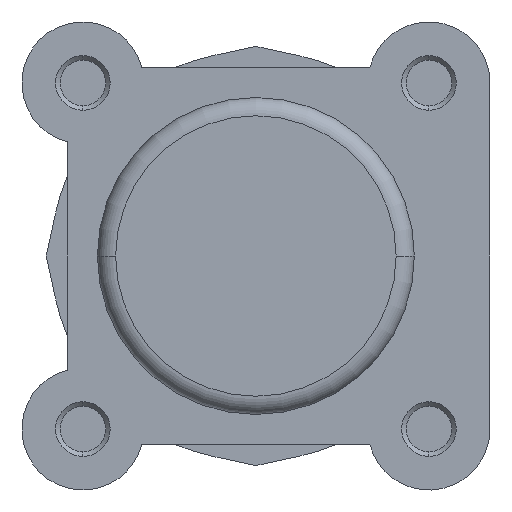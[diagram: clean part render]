
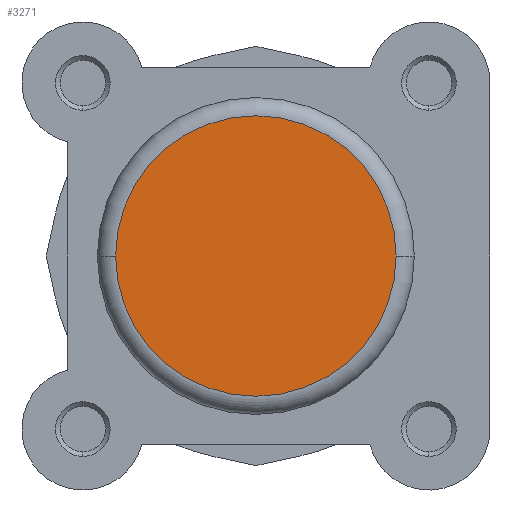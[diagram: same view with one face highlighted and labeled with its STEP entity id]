
A CAD part, left-side view. The second image highlights one B-rep face of the part: STEP entity #3271.
In plain terms, the highlighted planar face has unit normal (-1, 0, 0).
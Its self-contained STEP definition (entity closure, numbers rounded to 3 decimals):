
#149 = EDGE_LOOP ( 'NONE', ( #813, #818 ) ) ;
#813 = ORIENTED_EDGE ( 'NONE', *, *, #1005, .T. ) ;
#818 = ORIENTED_EDGE ( 'NONE', *, *, #932, .T. ) ;
#932 = EDGE_CURVE ( 'NONE', #1758, #1755, #4875, .T. ) ;
#1005 = EDGE_CURVE ( 'NONE', #1755, #1758, #4972, .T. ) ;
#1333 = AXIS2_PLACEMENT_3D ( 'NONE', #2267, #2272, #2273 ) ;
#1374 = AXIS2_PLACEMENT_3D ( 'NONE', #2477, #2483, #2484 ) ;
#1520 = AXIS2_PLACEMENT_3D ( 'NONE', #3566, #3582, #3584 ) ;
#1755 = VERTEX_POINT ( 'NONE', #3206 ) ;
#1758 = VERTEX_POINT ( 'NONE', #3209 ) ;
#2267 = CARTESIAN_POINT ( 'NONE',  ( 0., 0., 0. ) ) ;
#2272 = DIRECTION ( 'NONE',  ( -1., 0., 0. ) ) ;
#2273 = DIRECTION ( 'NONE',  ( 0., 1., 0. ) ) ;
#2477 = CARTESIAN_POINT ( 'NONE',  ( 0., 0., 0. ) ) ;
#2483 = DIRECTION ( 'NONE',  ( -1., 0., 0. ) ) ;
#2484 = DIRECTION ( 'NONE',  ( 0., 1., 0. ) ) ;
#3206 = CARTESIAN_POINT ( 'NONE',  ( 0., 15.4, 0. ) ) ;
#3209 = CARTESIAN_POINT ( 'NONE',  ( 0., -15.4, 0. ) ) ;
#3271 = ADVANCED_FACE ( 'NONE', ( #5309 ), #3568, .F. ) ;
#3566 = CARTESIAN_POINT ( 'NONE',  ( 0., 0., 0. ) ) ;
#3568 = PLANE ( 'NONE',  #1520 ) ;
#3582 = DIRECTION ( 'NONE',  ( 1., 0., 0. ) ) ;
#3584 = DIRECTION ( 'NONE',  ( 0., 1., 0. ) ) ;
#4875 = CIRCLE ( 'NONE', #1333, 15.4 ) ;
#4972 = CIRCLE ( 'NONE', #1374, 15.4 ) ;
#5309 = FACE_OUTER_BOUND ( 'NONE', #149, .T. ) ;
